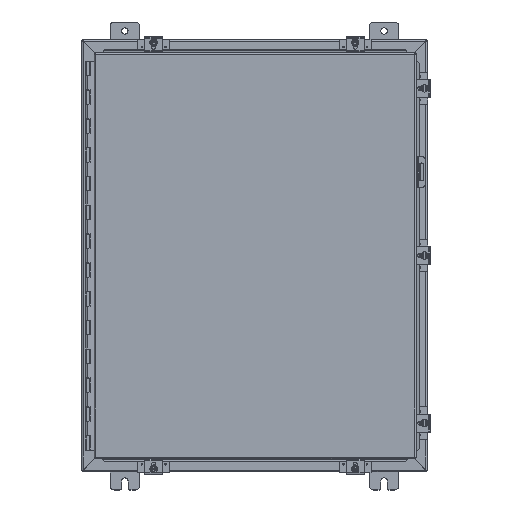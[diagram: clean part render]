
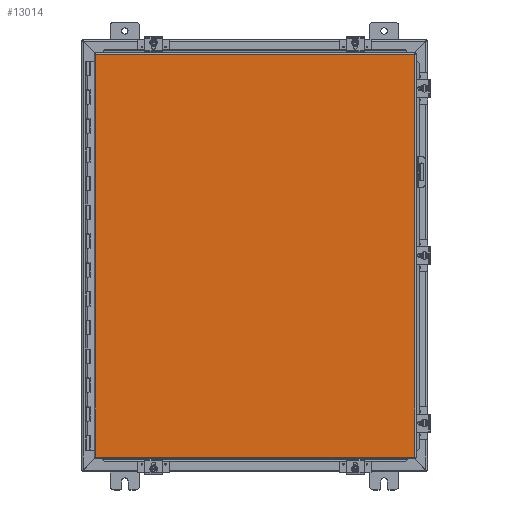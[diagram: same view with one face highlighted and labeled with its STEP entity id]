
A CAD part, top view. The second image highlights one B-rep face of the part: STEP entity #13014.
In plain terms, the highlighted face is planar.
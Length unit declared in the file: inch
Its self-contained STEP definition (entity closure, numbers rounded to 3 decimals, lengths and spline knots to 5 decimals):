
#869 = ORIENTED_EDGE ( 'NONE', *, *, #28360, .T. ) ;
#1307 = AXIS2_PLACEMENT_3D ( 'NONE', #26372, #11745, #36713 ) ;
#5604 = EDGE_CURVE ( 'NONE', #39798, #23407, #9979, .T. ) ;
#8196 = CARTESIAN_POINT ( 'NONE',  ( -11.08225, 13.9885, 0. ) ) ;
#9378 = CARTESIAN_POINT ( 'NONE',  ( 11.08225, 13.9885, 0. ) ) ;
#9979 = LINE ( 'NONE', #17905, #17765 ) ;
#10820 = CARTESIAN_POINT ( 'NONE',  ( -11.08225, -13.9885, 0. ) ) ;
#11745 = DIRECTION ( 'NONE',  ( 0., 0., 1. ) ) ;
#13014 = ADVANCED_FACE ( 'NONE', ( #18932 ), #21380, .F. ) ;
#14203 = EDGE_CURVE ( 'NONE', #26996, #19871, #27581, .T. ) ;
#14988 = DIRECTION ( 'NONE',  ( -1., 0., 0. ) ) ;
#15256 = CARTESIAN_POINT ( 'NONE',  ( 5.54112, -13.9885, 0. ) ) ;
#17021 = DIRECTION ( 'NONE',  ( 0., 1., 0. ) ) ;
#17765 = VECTOR ( 'NONE', #17021, 39.37008 ) ;
#17905 = CARTESIAN_POINT ( 'NONE',  ( -11.08225, -6.99425, 0. ) ) ;
#18206 = VECTOR ( 'NONE', #14988, 39.37008 ) ;
#18932 = FACE_OUTER_BOUND ( 'NONE', #33839, .T. ) ;
#19636 = DIRECTION ( 'NONE',  ( 1., 0., 0. ) ) ;
#19871 = VERTEX_POINT ( 'NONE', #31144 ) ;
#19877 = CARTESIAN_POINT ( 'NONE',  ( -5.59375, 13.9885, 0. ) ) ;
#21380 = PLANE ( 'NONE',  #1307 ) ;
#23407 = VERTEX_POINT ( 'NONE', #8196 ) ;
#24692 = ORIENTED_EDGE ( 'NONE', *, *, #5604, .T. ) ;
#24862 = EDGE_CURVE ( 'NONE', #23407, #26996, #38915, .T. ) ;
#26372 = CARTESIAN_POINT ( 'NONE',  ( 0., 0., 0. ) ) ;
#26996 = VERTEX_POINT ( 'NONE', #9378 ) ;
#27581 = LINE ( 'NONE', #35739, #35734 ) ;
#28360 = EDGE_CURVE ( 'NONE', #19871, #39798, #36185, .T. ) ;
#29856 = VECTOR ( 'NONE', #19636, 39.37008 ) ;
#31144 = CARTESIAN_POINT ( 'NONE',  ( 11.08225, -13.9885, 0. ) ) ;
#33839 = EDGE_LOOP ( 'NONE', ( #24692, #40137, #35524, #869 ) ) ;
#35524 = ORIENTED_EDGE ( 'NONE', *, *, #14203, .T. ) ;
#35579 = DIRECTION ( 'NONE',  ( 0., -1., 0. ) ) ;
#35734 = VECTOR ( 'NONE', #35579, 39.37008 ) ;
#35739 = CARTESIAN_POINT ( 'NONE',  ( 11.08225, 6.99425, 0. ) ) ;
#36185 = LINE ( 'NONE', #15256, #18206 ) ;
#36713 = DIRECTION ( 'NONE',  ( 1., 0., 0. ) ) ;
#38915 = LINE ( 'NONE', #19877, #29856 ) ;
#39798 = VERTEX_POINT ( 'NONE', #10820 ) ;
#40137 = ORIENTED_EDGE ( 'NONE', *, *, #24862, .T. ) ;
